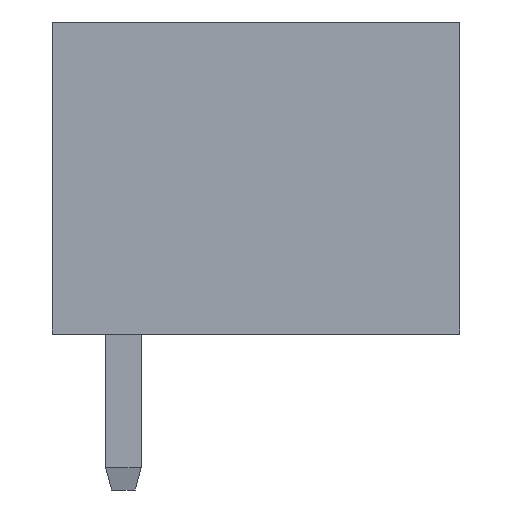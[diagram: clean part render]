
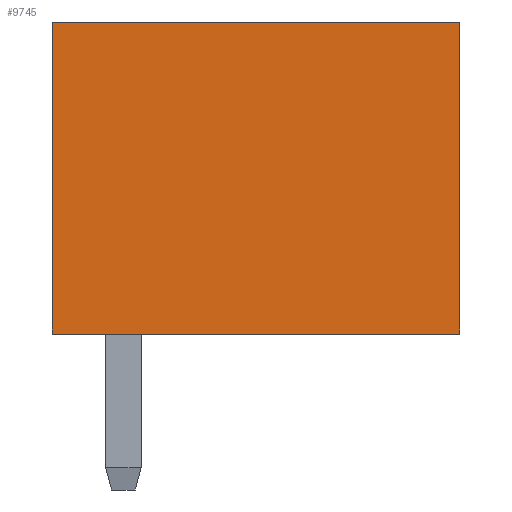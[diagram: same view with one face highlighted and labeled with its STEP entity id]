
A CAD part, left-side view. The second image highlights one B-rep face of the part: STEP entity #9745.
In plain terms, the highlighted planar face has unit normal (-1, 0, 0).
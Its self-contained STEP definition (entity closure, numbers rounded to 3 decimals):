
#454 = PLANE('',#455);
#455 = AXIS2_PLACEMENT_3D('',#456,#457,#458);
#456 = CARTESIAN_POINT('',(8.06,1.6,7.)
  );
#457 = DIRECTION('',(0.,-1.,0.));
#458 = DIRECTION('',(1.,0.,0.));
#1471 = PLANE('',#1472);
#1472 = AXIS2_PLACEMENT_3D('',#1473,#1474,#1475);
#1473 = CARTESIAN_POINT('',(-5.715,0.,
    7.));
#1474 = DIRECTION('',(0.,0.,1.));
#1475 = DIRECTION('',(1.,0.,-0.));
#3849 = EDGE_CURVE('',#3850,#3852,#3854,.T.);
#3850 = VERTEX_POINT('',#3851);
#3851 = CARTESIAN_POINT('',(-8.06,1.6,7.
    ));
#3852 = VERTEX_POINT('',#3853);
#3853 = CARTESIAN_POINT('',(-8.06,-7.55,
    7.));
#3854 = SURFACE_CURVE('',#3855,(#3859,#3866),.PCURVE_S1.);
#3855 = LINE('',#3856,#3857);
#3856 = CARTESIAN_POINT('',(-8.06,-7.55,
    7.));
#3857 = VECTOR('',#3858,1.);
#3858 = DIRECTION('',(-0.,-1.,-0.));
#3859 = PCURVE('',#1471,#3860);
#3860 = DEFINITIONAL_REPRESENTATION('',(#3861),#3865);
#3861 = LINE('',#3862,#3863);
#3862 = CARTESIAN_POINT('',(-2.345,-7.55));
#3863 = VECTOR('',#3864,1.);
#3864 = DIRECTION('',(0.,-1.));
#3865 = ( GEOMETRIC_REPRESENTATION_CONTEXT(2) 
PARAMETRIC_REPRESENTATION_CONTEXT() REPRESENTATION_CONTEXT('2D SPACE',''
  ) );
#3866 = PCURVE('',#3867,#3872);
#3867 = PLANE('',#3868);
#3868 = AXIS2_PLACEMENT_3D('',#3869,#3870,#3871);
#3869 = CARTESIAN_POINT('',(-8.06,-7.55,
    7.));
#3870 = DIRECTION('',(1.,0.,0.));
#3871 = DIRECTION('',(0.,0.,-1.));
#3872 = DEFINITIONAL_REPRESENTATION('',(#3873),#3877);
#3873 = LINE('',#3874,#3875);
#3874 = CARTESIAN_POINT('',(0.,0.));
#3875 = VECTOR('',#3876,1.);
#3876 = DIRECTION('',(0.,-1.));
#3877 = ( GEOMETRIC_REPRESENTATION_CONTEXT(2) 
PARAMETRIC_REPRESENTATION_CONTEXT() REPRESENTATION_CONTEXT('2D SPACE',''
  ) );
#3895 = PLANE('',#3896);
#3896 = AXIS2_PLACEMENT_3D('',#3897,#3898,#3899);
#3897 = CARTESIAN_POINT('',(8.06,-7.55,
    7.));
#3898 = DIRECTION('',(0.,1.,0.));
#3899 = DIRECTION('',(-1.,0.,0.));
#7376 = PLANE('',#7377);
#7377 = AXIS2_PLACEMENT_3D('',#7378,#7379,#7380);
#7378 = CARTESIAN_POINT('',(-5.715,0.,
    0.));
#7379 = DIRECTION('',(0.,0.,1.));
#7380 = DIRECTION('',(1.,0.,-0.));
#8658 = VERTEX_POINT('',#8659);
#8659 = CARTESIAN_POINT('',(-8.06,-7.55,
    0.));
#8680 = EDGE_CURVE('',#8681,#8658,#8683,.T.);
#8681 = VERTEX_POINT('',#8682);
#8682 = CARTESIAN_POINT('',(-8.06,1.6,
    0.));
#8683 = SURFACE_CURVE('',#8684,(#8688,#8695),.PCURVE_S1.);
#8684 = LINE('',#8685,#8686);
#8685 = CARTESIAN_POINT('',(-8.06,-7.55,
    0.));
#8686 = VECTOR('',#8687,1.);
#8687 = DIRECTION('',(-0.,-1.,-0.));
#8688 = PCURVE('',#7376,#8689);
#8689 = DEFINITIONAL_REPRESENTATION('',(#8690),#8694);
#8690 = LINE('',#8691,#8692);
#8691 = CARTESIAN_POINT('',(-2.345,-7.55));
#8692 = VECTOR('',#8693,1.);
#8693 = DIRECTION('',(0.,-1.));
#8694 = ( GEOMETRIC_REPRESENTATION_CONTEXT(2) 
PARAMETRIC_REPRESENTATION_CONTEXT() REPRESENTATION_CONTEXT('2D SPACE',''
  ) );
#8695 = PCURVE('',#3867,#8696);
#8696 = DEFINITIONAL_REPRESENTATION('',(#8697),#8701);
#8697 = LINE('',#8698,#8699);
#8698 = CARTESIAN_POINT('',(7.,0.));
#8699 = VECTOR('',#8700,1.);
#8700 = DIRECTION('',(0.,-1.));
#8701 = ( GEOMETRIC_REPRESENTATION_CONTEXT(2) 
PARAMETRIC_REPRESENTATION_CONTEXT() REPRESENTATION_CONTEXT('2D SPACE',''
  ) );
#9745 = ADVANCED_FACE('',(#9746),#3867,.F.);
#9746 = FACE_BOUND('',#9747,.T.);
#9747 = EDGE_LOOP('',(#9748,#9749,#9770,#9771));
#9748 = ORIENTED_EDGE('',*,*,#8680,.T.);
#9749 = ORIENTED_EDGE('',*,*,#9750,.F.);
#9750 = EDGE_CURVE('',#3852,#8658,#9751,.T.);
#9751 = SURFACE_CURVE('',#9752,(#9756,#9763),.PCURVE_S1.);
#9752 = LINE('',#9753,#9754);
#9753 = CARTESIAN_POINT('',(-8.06,-7.55,
    7.));
#9754 = VECTOR('',#9755,1.);
#9755 = DIRECTION('',(-0.,-0.,-1.));
#9756 = PCURVE('',#3867,#9757);
#9757 = DEFINITIONAL_REPRESENTATION('',(#9758),#9762);
#9758 = LINE('',#9759,#9760);
#9759 = CARTESIAN_POINT('',(0.,0.));
#9760 = VECTOR('',#9761,1.);
#9761 = DIRECTION('',(1.,0.));
#9762 = ( GEOMETRIC_REPRESENTATION_CONTEXT(2) 
PARAMETRIC_REPRESENTATION_CONTEXT() REPRESENTATION_CONTEXT('2D SPACE',''
  ) );
#9763 = PCURVE('',#3895,#9764);
#9764 = DEFINITIONAL_REPRESENTATION('',(#9765),#9769);
#9765 = LINE('',#9766,#9767);
#9766 = CARTESIAN_POINT('',(16.12,0.));
#9767 = VECTOR('',#9768,1.);
#9768 = DIRECTION('',(0.,-1.));
#9769 = ( GEOMETRIC_REPRESENTATION_CONTEXT(2) 
PARAMETRIC_REPRESENTATION_CONTEXT() REPRESENTATION_CONTEXT('2D SPACE',''
  ) );
#9770 = ORIENTED_EDGE('',*,*,#3849,.F.);
#9771 = ORIENTED_EDGE('',*,*,#9772,.T.);
#9772 = EDGE_CURVE('',#3850,#8681,#9773,.T.);
#9773 = SURFACE_CURVE('',#9774,(#9778,#9785),.PCURVE_S1.);
#9774 = LINE('',#9775,#9776);
#9775 = CARTESIAN_POINT('',(-8.06,1.6,7.
    ));
#9776 = VECTOR('',#9777,1.);
#9777 = DIRECTION('',(-0.,-0.,-1.));
#9778 = PCURVE('',#3867,#9779);
#9779 = DEFINITIONAL_REPRESENTATION('',(#9780),#9784);
#9780 = LINE('',#9781,#9782);
#9781 = CARTESIAN_POINT('',(0.,9.15));
#9782 = VECTOR('',#9783,1.);
#9783 = DIRECTION('',(1.,0.));
#9784 = ( GEOMETRIC_REPRESENTATION_CONTEXT(2) 
PARAMETRIC_REPRESENTATION_CONTEXT() REPRESENTATION_CONTEXT('2D SPACE',''
  ) );
#9785 = PCURVE('',#454,#9786);
#9786 = DEFINITIONAL_REPRESENTATION('',(#9787),#9791);
#9787 = LINE('',#9788,#9789);
#9788 = CARTESIAN_POINT('',(-16.12,0.));
#9789 = VECTOR('',#9790,1.);
#9790 = DIRECTION('',(0.,-1.));
#9791 = ( GEOMETRIC_REPRESENTATION_CONTEXT(2) 
PARAMETRIC_REPRESENTATION_CONTEXT() REPRESENTATION_CONTEXT('2D SPACE',''
  ) );
